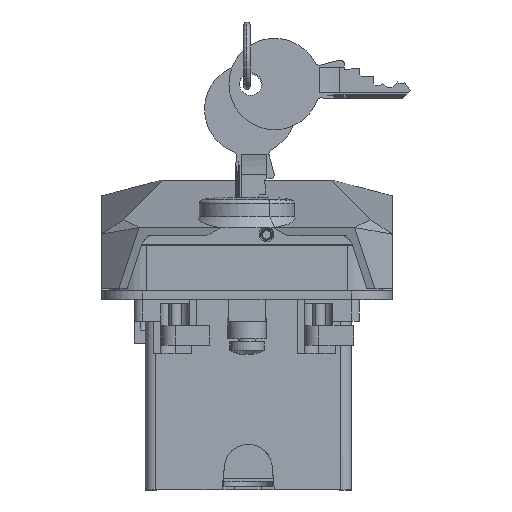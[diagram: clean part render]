
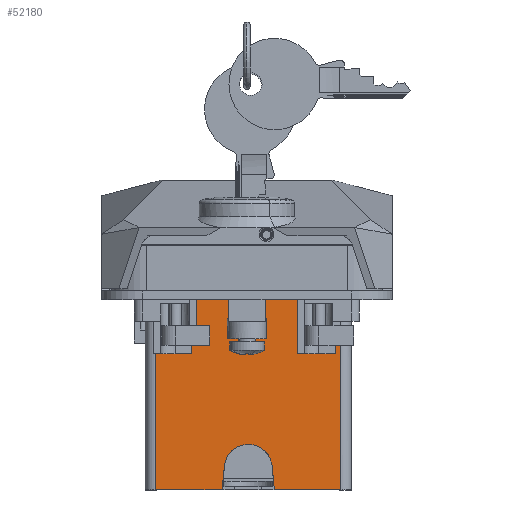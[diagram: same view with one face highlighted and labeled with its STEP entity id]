
A CAD part, front view. The second image highlights one B-rep face of the part: STEP entity #52180.
In plain terms, the highlighted planar face has unit normal (0, -1, 0).
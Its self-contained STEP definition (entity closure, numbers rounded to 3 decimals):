
#52110=AXIS2_PLACEMENT_3D('Plane Axis2P3D',#52107,#52108,#52109) ;
#49999=CARTESIAN_POINT('Vertex',(12.445,34.747,45.)) ;
#50002=CARTESIAN_POINT('Line Origine',(33.7,34.747,45.)) ;
#50006=CARTESIAN_POINT('Vertex',(54.955,34.747,45.)) ;
#52088=CARTESIAN_POINT('Line Origine',(12.445,34.747,21.89)) ;
#52092=CARTESIAN_POINT('Vertex',(12.445,34.747,0.)) ;
#52107=CARTESIAN_POINT('Axis2P3D Location',(12.445,34.747,45.)) ;
#52112=CARTESIAN_POINT('Line Origine',(27.962,34.747,2.76)) ;
#52116=CARTESIAN_POINT('Vertex',(28.225,34.747,5.52)) ;
#52118=CARTESIAN_POINT('Vertex',(27.7,34.747,0.)) ;
#52122=CARTESIAN_POINT('Control Point',(39.175,34.747,5.52)) ;
#52123=CARTESIAN_POINT('Control Point',(39.121,34.747,6.092)) ;
#52124=CARTESIAN_POINT('Control Point',(38.992,34.747,6.657)) ;
#52125=CARTESIAN_POINT('Control Point',(38.789,34.747,7.202)) ;
#52126=CARTESIAN_POINT('Control Point',(38.247,34.747,8.226)) ;
#52127=CARTESIAN_POINT('Control Point',(37.46,34.747,9.076)) ;
#52128=CARTESIAN_POINT('Control Point',(37.013,34.747,9.447)) ;
#52129=CARTESIAN_POINT('Control Point',(36.032,34.747,10.064)) ;
#52130=CARTESIAN_POINT('Control Point',(34.926,34.747,10.408)) ;
#52131=CARTESIAN_POINT('Control Point',(34.353,34.747,10.507)) ;
#52132=CARTESIAN_POINT('Control Point',(33.195,34.747,10.552)) ;
#52133=CARTESIAN_POINT('Control Point',(32.065,34.747,10.299)) ;
#52134=CARTESIAN_POINT('Control Point',(31.519,34.747,10.099)) ;
#52135=CARTESIAN_POINT('Control Point',(30.493,34.747,9.56)) ;
#52136=CARTESIAN_POINT('Control Point',(29.64,34.747,8.777)) ;
#52137=CARTESIAN_POINT('Control Point',(29.267,34.747,8.331)) ;
#52138=CARTESIAN_POINT('Control Point',(28.754,34.747,7.523)) ;
#52139=CARTESIAN_POINT('Control Point',(28.426,34.747,6.628)) ;
#52140=CARTESIAN_POINT('Control Point',(28.327,34.747,6.264)) ;
#52141=CARTESIAN_POINT('Control Point',(28.26,34.747,5.894)) ;
#52142=CARTESIAN_POINT('Control Point',(28.225,34.747,5.52)) ;
#52143=CARTESIAN_POINT('Vertex',(39.175,34.747,5.52)) ;
#52146=CARTESIAN_POINT('Line Origine',(39.438,34.747,2.76)) ;
#52150=CARTESIAN_POINT('Vertex',(39.7,34.747,0.)) ;
#52153=CARTESIAN_POINT('Line Origine',(47.327,34.747,0.)) ;
#52157=CARTESIAN_POINT('Vertex',(54.955,34.747,0.)) ;
#52160=CARTESIAN_POINT('Line Origine',(54.955,34.747,22.5)) ;
#52165=CARTESIAN_POINT('Line Origine',(20.072,34.747,0.)) ;
#50003=DIRECTION('Vector Direction',(1.,0.,0.)) ;
#52089=DIRECTION('Vector Direction',(0.,0.,1.)) ;
#52108=DIRECTION('Axis2P3D Direction',(-0.,1.,0.)) ;
#52109=DIRECTION('Axis2P3D XDirection',(1.,0.,0.)) ;
#52113=DIRECTION('Vector Direction',(-0.095,0.,-0.996)) ;
#52147=DIRECTION('Vector Direction',(-0.095,0.,0.996)) ;
#52154=DIRECTION('Vector Direction',(1.,0.,0.)) ;
#52161=DIRECTION('Vector Direction',(0.,0.,-1.)) ;
#52166=DIRECTION('Vector Direction',(1.,0.,0.)) ;
#50004=VECTOR('Line Direction',#50003,1.) ;
#52090=VECTOR('Line Direction',#52089,1.) ;
#52114=VECTOR('Line Direction',#52113,1.) ;
#52148=VECTOR('Line Direction',#52147,1.) ;
#52155=VECTOR('Line Direction',#52154,1.) ;
#52162=VECTOR('Line Direction',#52161,1.) ;
#52167=VECTOR('Line Direction',#52166,1.) ;
#52171=ORIENTED_EDGE('',*,*,#52120,.F.) ;
#52172=ORIENTED_EDGE('',*,*,#52145,.F.) ;
#52173=ORIENTED_EDGE('',*,*,#52152,.F.) ;
#52174=ORIENTED_EDGE('',*,*,#52159,.T.) ;
#52175=ORIENTED_EDGE('',*,*,#52164,.F.) ;
#52176=ORIENTED_EDGE('',*,*,#50008,.F.) ;
#52177=ORIENTED_EDGE('',*,*,#52094,.T.) ;
#52178=ORIENTED_EDGE('',*,*,#52169,.T.) ;
#52180=ADVANCED_FACE('V2.2',(#52179),#52111,.F.) ;
#52121=B_SPLINE_CURVE_WITH_KNOTS('',5,(#52122,#52123,#52124,#52125,#52126,#52127,#52128,#52129,#52130,#52131,#52132,#52133,#52134,#52135,#52136,#52137,#52138,#52139,#52140,#52141,#52142),.UNSPECIFIED.,.F.,.U.,(6,3,3,3,3,3,6),(0.,4.085,8.17,12.256,16.341,20.426,23.093),.UNSPECIFIED.) ;
#50008=EDGE_CURVE('',#50000,#50007,#50005,.T.) ;
#52094=EDGE_CURVE('',#50000,#52093,#52091,.F.) ;
#52120=EDGE_CURVE('',#52117,#52119,#52115,.T.) ;
#52145=EDGE_CURVE('',#52144,#52117,#52121,.T.) ;
#52152=EDGE_CURVE('',#52151,#52144,#52149,.T.) ;
#52159=EDGE_CURVE('',#52151,#52158,#52156,.T.) ;
#52164=EDGE_CURVE('',#50007,#52158,#52163,.T.) ;
#52169=EDGE_CURVE('',#52093,#52119,#52168,.T.) ;
#52170=EDGE_LOOP('',(#52171,#52172,#52173,#52174,#52175,#52176,#52177,#52178)) ;
#52179=FACE_OUTER_BOUND('',#52170,.T.) ;
#50005=LINE('Line',#50002,#50004) ;
#52091=LINE('Line',#52088,#52090) ;
#52115=LINE('Line',#52112,#52114) ;
#52149=LINE('Line',#52146,#52148) ;
#52156=LINE('Line',#52153,#52155) ;
#52163=LINE('Line',#52160,#52162) ;
#52168=LINE('Line',#52165,#52167) ;
#52111=PLANE('',#52110) ;
#50000=VERTEX_POINT('',#49999) ;
#50007=VERTEX_POINT('',#50006) ;
#52093=VERTEX_POINT('',#52092) ;
#52117=VERTEX_POINT('',#52116) ;
#52119=VERTEX_POINT('',#52118) ;
#52144=VERTEX_POINT('',#52143) ;
#52151=VERTEX_POINT('',#52150) ;
#52158=VERTEX_POINT('',#52157) ;
